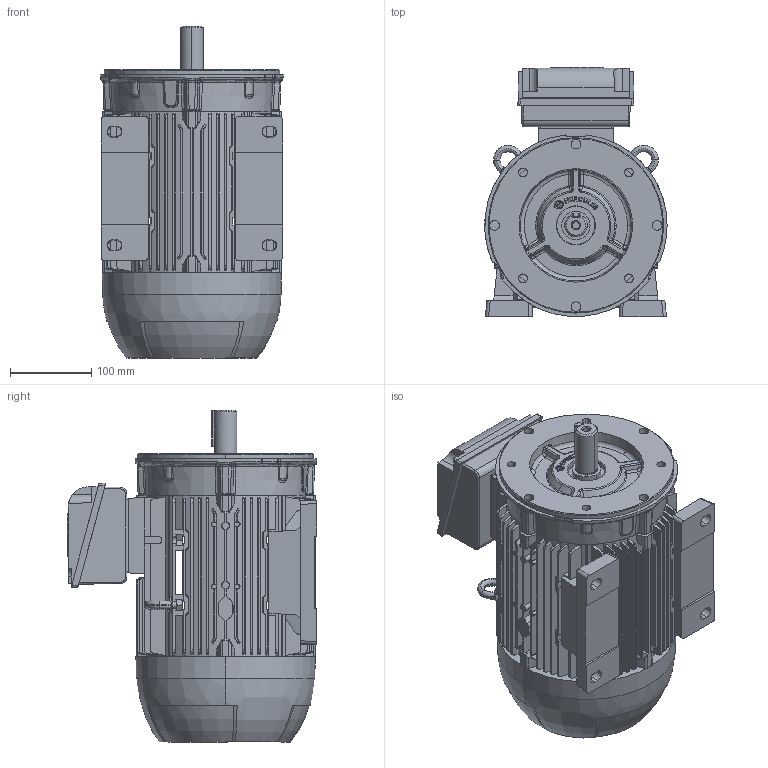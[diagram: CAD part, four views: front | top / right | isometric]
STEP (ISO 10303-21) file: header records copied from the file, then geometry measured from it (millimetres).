
FILE_DESCRIPTION (( 'STEP AP203' ), '1' );
FILE_NAME ('112S_CP_FC_TOP.STEP', '2022-06-28T20:00:20', ( '' ), ( '' ), 'SwSTEP 2.0', 'SolidWorks 2020', '' );
FILE_SCHEMA (( 'CONFIG_CONTROL_DESIGN' ));
Length unit declared in the file: millimetre
Products named in the file (1): 112S_CP_FC_TOP
Bounding box: 224.21 x 306.69 x 408.5 mm (x, y, z)
Surface area: 735898.5 mm2 (no closed solid volume)
Topology: 0 solids, 17 shells, 1859 faces, 5711 edges, 3815 vertices
Faces by surface type: plane 932, cylinder 394, cone 221, bspline 216, torus 96
Entity records: 73299 total; most frequent: CARTESIAN_POINT 27182, ORIENTED_EDGE 10125, DIRECTION 8319, EDGE_CURVE 5683, VERTEX_POINT 3815, LINE 2989, VECTOR 2989, AXIS2_PLACEMENT_3D 2665
